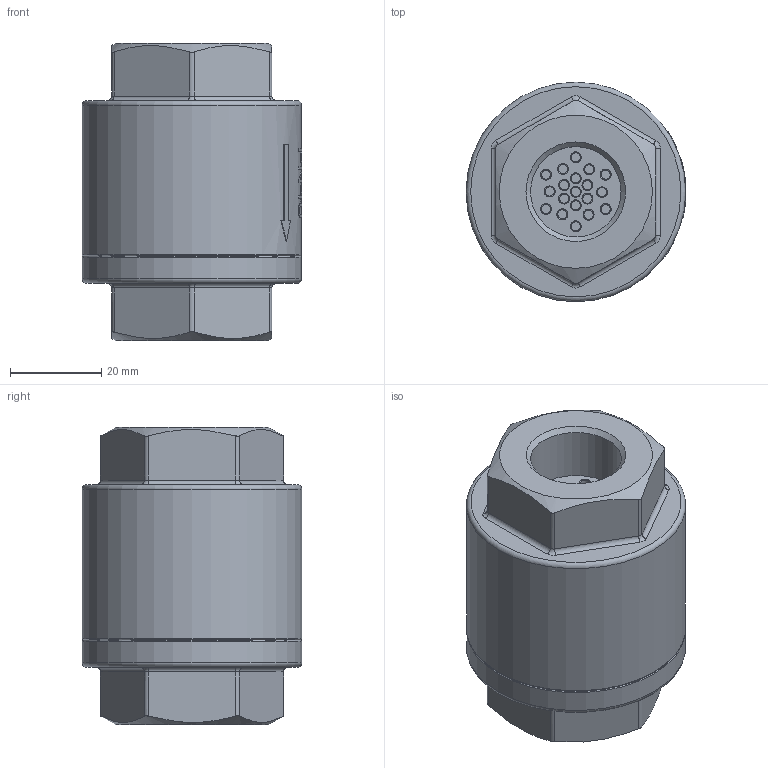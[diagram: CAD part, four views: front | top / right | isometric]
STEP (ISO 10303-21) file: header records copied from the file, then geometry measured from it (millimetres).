
FILE_DESCRIPTION(/* description */ (''),/* implementation_level */ '2;1');
FILE_NAME(/* name */ 'DN15_3D_STEP.stp',/* time_stamp */ '2025-12-14T18:07:48+03:00',/* author */ ('igorr'),/* organization */ (''),/* preprocessor_version */ 'ST-DEVELOPER v20',/* originating_system */ 'Autodesk Inventor 2025',/* authorisation */ '');
FILE_SCHEMA (('AUTOMOTIVE_DESIGN { 1 0 10303 214 3 1 1 }'));
Length unit declared in the file: millimetre
Products named in the file (1): Деталь1
Bounding box: 48.09 x 48 x 65 mm (x, y, z)
Volume: 90492.4 mm3; surface area: 16228.8 mm2
Topology: 1 solids, 1 shells, 323 faces, 797 edges, 522 vertices
Faces by surface type: plane 149, cylinder 69, bspline 65, torus 35, cone 5
Full cylindrical faces by diameter (mm): 2 x19, 3 x1, 19.793 x2, 33.514 x1, 48 x2
Entity records: 11564 total; most frequent: CARTESIAN_POINT 3748, ORIENTED_EDGE 1594, DIRECTION 1446, EDGE_CURVE 797, AXIS2_PLACEMENT_3D 546, VERTEX_POINT 522, EDGE_LOOP 369, LINE 354
